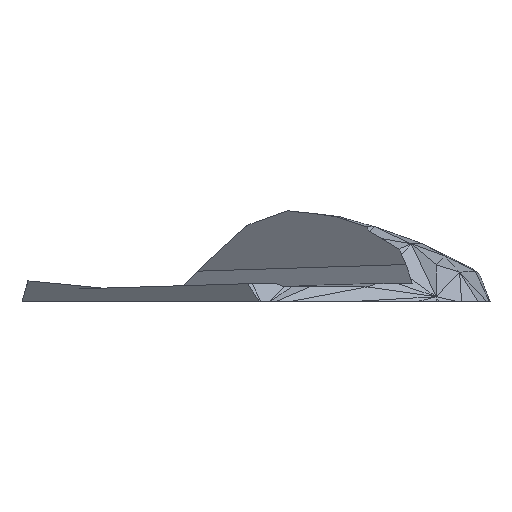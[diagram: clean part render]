
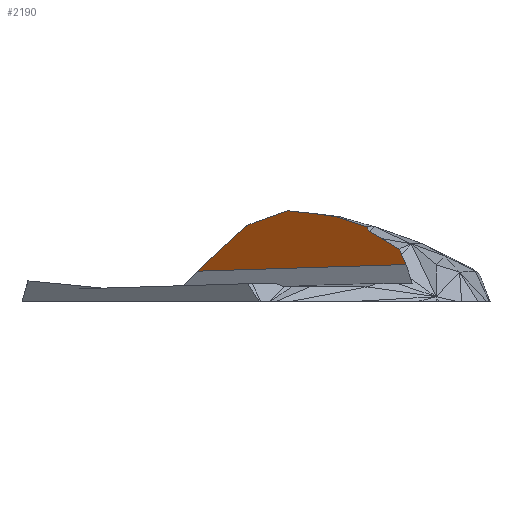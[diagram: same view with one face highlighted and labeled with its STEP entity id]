
A CAD part, left-side view. The second image highlights one B-rep face of the part: STEP entity #2190.
In plain terms, the highlighted face is planar.
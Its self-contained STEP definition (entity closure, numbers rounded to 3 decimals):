
#30=FACE_OUTER_BOUND('',#180,.T.);
#180=EDGE_LOOP('',(#1542,#1543,#1544,#1545,#1546,#1547,#1548,#1549,#1550,
#1551,#1552,#1553,#1554,#1555,#1556,#1557,#1558,#1559,#1560));
#429=LINE('',#3333,#739);
#430=LINE('',#3335,#740);
#431=LINE('',#3337,#741);
#432=LINE('',#3339,#742);
#433=LINE('',#3341,#743);
#434=LINE('',#3343,#744);
#435=LINE('',#3345,#745);
#436=LINE('',#3347,#746);
#437=LINE('',#3349,#747);
#438=LINE('',#3351,#748);
#439=LINE('',#3353,#749);
#440=LINE('',#3355,#750);
#441=LINE('',#3357,#751);
#442=LINE('',#3359,#752);
#443=LINE('',#3361,#753);
#444=LINE('',#3363,#754);
#445=LINE('',#3365,#755);
#446=LINE('',#3367,#756);
#447=LINE('',#3368,#757);
#739=VECTOR('',#2630,10.);
#740=VECTOR('',#2631,10.);
#741=VECTOR('',#2632,10.);
#742=VECTOR('',#2633,10.);
#743=VECTOR('',#2634,10.);
#744=VECTOR('',#2635,10.);
#745=VECTOR('',#2636,10.);
#746=VECTOR('',#2637,10.);
#747=VECTOR('',#2638,10.);
#748=VECTOR('',#2639,10.);
#749=VECTOR('',#2640,10.);
#750=VECTOR('',#2641,10.);
#751=VECTOR('',#2642,10.);
#752=VECTOR('',#2643,10.);
#753=VECTOR('',#2644,10.);
#754=VECTOR('',#2645,10.);
#755=VECTOR('',#2646,10.);
#756=VECTOR('',#2647,10.);
#757=VECTOR('',#2648,10.);
#1039=VERTEX_POINT('',#3331);
#1040=VERTEX_POINT('',#3332);
#1041=VERTEX_POINT('',#3334);
#1042=VERTEX_POINT('',#3336);
#1043=VERTEX_POINT('',#3338);
#1044=VERTEX_POINT('',#3340);
#1045=VERTEX_POINT('',#3342);
#1046=VERTEX_POINT('',#3344);
#1047=VERTEX_POINT('',#3346);
#1048=VERTEX_POINT('',#3348);
#1049=VERTEX_POINT('',#3350);
#1050=VERTEX_POINT('',#3352);
#1051=VERTEX_POINT('',#3354);
#1052=VERTEX_POINT('',#3356);
#1053=VERTEX_POINT('',#3358);
#1054=VERTEX_POINT('',#3360);
#1055=VERTEX_POINT('',#3362);
#1056=VERTEX_POINT('',#3364);
#1057=VERTEX_POINT('',#3366);
#1211=EDGE_CURVE('',#1039,#1040,#429,.T.);
#1212=EDGE_CURVE('',#1041,#1039,#430,.T.);
#1213=EDGE_CURVE('',#1042,#1041,#431,.T.);
#1214=EDGE_CURVE('',#1043,#1042,#432,.T.);
#1215=EDGE_CURVE('',#1044,#1043,#433,.T.);
#1216=EDGE_CURVE('',#1045,#1044,#434,.T.);
#1217=EDGE_CURVE('',#1046,#1045,#435,.T.);
#1218=EDGE_CURVE('',#1047,#1046,#436,.T.);
#1219=EDGE_CURVE('',#1048,#1047,#437,.T.);
#1220=EDGE_CURVE('',#1049,#1048,#438,.T.);
#1221=EDGE_CURVE('',#1050,#1049,#439,.T.);
#1222=EDGE_CURVE('',#1051,#1050,#440,.T.);
#1223=EDGE_CURVE('',#1052,#1051,#441,.T.);
#1224=EDGE_CURVE('',#1053,#1052,#442,.T.);
#1225=EDGE_CURVE('',#1054,#1053,#443,.T.);
#1226=EDGE_CURVE('',#1055,#1054,#444,.T.);
#1227=EDGE_CURVE('',#1056,#1055,#445,.T.);
#1228=EDGE_CURVE('',#1057,#1056,#446,.T.);
#1229=EDGE_CURVE('',#1040,#1057,#447,.T.);
#1542=ORIENTED_EDGE('',*,*,#1211,.F.);
#1543=ORIENTED_EDGE('',*,*,#1212,.F.);
#1544=ORIENTED_EDGE('',*,*,#1213,.F.);
#1545=ORIENTED_EDGE('',*,*,#1214,.F.);
#1546=ORIENTED_EDGE('',*,*,#1215,.F.);
#1547=ORIENTED_EDGE('',*,*,#1216,.F.);
#1548=ORIENTED_EDGE('',*,*,#1217,.F.);
#1549=ORIENTED_EDGE('',*,*,#1218,.F.);
#1550=ORIENTED_EDGE('',*,*,#1219,.F.);
#1551=ORIENTED_EDGE('',*,*,#1220,.F.);
#1552=ORIENTED_EDGE('',*,*,#1221,.F.);
#1553=ORIENTED_EDGE('',*,*,#1222,.F.);
#1554=ORIENTED_EDGE('',*,*,#1223,.F.);
#1555=ORIENTED_EDGE('',*,*,#1224,.F.);
#1556=ORIENTED_EDGE('',*,*,#1225,.F.);
#1557=ORIENTED_EDGE('',*,*,#1226,.F.);
#1558=ORIENTED_EDGE('',*,*,#1227,.F.);
#1559=ORIENTED_EDGE('',*,*,#1228,.F.);
#1560=ORIENTED_EDGE('',*,*,#1229,.F.);
#2041=PLANE('',#2354);
#2190=ADVANCED_FACE('',(#30),#2041,.F.);
#2354=AXIS2_PLACEMENT_3D('',#3330,#2628,#2629);
#2628=DIRECTION('center_axis',(0.983,-0.041,-0.181));
#2629=DIRECTION('ref_axis',(-0.181,-0.015,-0.983));
#2630=DIRECTION('',(0.092,-0.741,0.665));
#2631=DIRECTION('',(0.037,0.999,-0.022));
#2632=DIRECTION('',(-0.165,-0.638,-0.752));
#2633=DIRECTION('',(-0.165,-0.638,-0.752));
#2634=DIRECTION('',(-0.102,-0.932,-0.347));
#2635=DIRECTION('',(-0.102,-0.932,-0.347));
#2636=DIRECTION('',(-0.158,-0.693,-0.704));
#2637=DIRECTION('',(-0.078,-0.975,-0.207));
#2638=DIRECTION('',(-0.078,-0.975,-0.206));
#2639=DIRECTION('',(-0.072,-0.982,-0.172));
#2640=DIRECTION('',(-0.059,-0.994,-0.096));
#2641=DIRECTION('',(-0.053,-0.996,-0.065));
#2642=DIRECTION('',(-0.056,-0.995,-0.079));
#2643=DIRECTION('',(0.006,-0.968,0.25));
#2644=DIRECTION('',(0.005,-0.969,0.248));
#2645=DIRECTION('',(0.005,-0.969,0.246));
#2646=DIRECTION('',(0.069,-0.824,0.563));
#2647=DIRECTION('',(0.069,-0.824,0.562));
#2648=DIRECTION('',(0.073,-0.813,0.578));
#3330=CARTESIAN_POINT('Origin',(166189.112,86888.845,113540.453));
#3331=CARTESIAN_POINT('',(166189.288,86923.982,113533.507));
#3332=CARTESIAN_POINT('',(166189.331,86923.63,113533.823));
#3333=CARTESIAN_POINT('',(166190.71,86912.468,113543.83));
#3334=CARTESIAN_POINT('',(166188.102,86892.254,113534.195));
#3335=CARTESIAN_POINT('',(166187.971,86888.753,113534.27));
#3336=CARTESIAN_POINT('',(166188.33,86893.136,113535.234));
#3337=CARTESIAN_POINT('',(166188.58,86894.107,113536.377));
#3338=CARTESIAN_POINT('',(166188.458,86893.633,113535.82));
#3339=CARTESIAN_POINT('',(166188.439,86893.559,113535.733));
#3340=CARTESIAN_POINT('',(166188.772,86896.498,113536.886));
#3341=CARTESIAN_POINT('',(166188.548,86894.45,113536.124));
#3342=CARTESIAN_POINT('',(166188.996,86898.537,113537.645));
#3343=CARTESIAN_POINT('',(166188.622,86895.13,113536.376));
#3344=CARTESIAN_POINT('',(166189.1,86898.992,113538.108));
#3345=CARTESIAN_POINT('',(166188.691,86897.2,113536.286));
#3346=CARTESIAN_POINT('',(166189.348,86902.08,113538.762));
#3347=CARTESIAN_POINT('',(166188.736,86894.46,113537.148));
#3348=CARTESIAN_POINT('',(166189.49,86903.846,113539.134));
#3349=CARTESIAN_POINT('',(166188.934,86896.905,113537.67));
#3350=CARTESIAN_POINT('',(166189.497,86903.942,113539.151));
#3351=CARTESIAN_POINT('',(166188.97,86896.783,113537.896));
#3352=CARTESIAN_POINT('',(166189.7,86907.377,113539.483));
#3353=CARTESIAN_POINT('',(166189.061,86896.566,113538.438));
#3354=CARTESIAN_POINT('',(166189.834,86909.88,113539.647));
#3355=CARTESIAN_POINT('',(166189.153,86897.145,113538.812));
#3356=CARTESIAN_POINT('',(166189.921,86911.45,113539.771));
#3357=CARTESIAN_POINT('',(166189.123,86897.175,113538.64));
#3358=CARTESIAN_POINT('',(166189.891,86916.402,113538.491));
#3359=CARTESIAN_POINT('',(166189.986,86901.102,113542.447));
#3360=CARTESIAN_POINT('',(166189.888,86916.926,113538.357));
#3361=CARTESIAN_POINT('',(166189.98,86900.579,113542.535));
#3362=CARTESIAN_POINT('',(166189.885,86917.408,113538.234));
#3363=CARTESIAN_POINT('',(166189.959,86903.707,113541.717));
#3364=CARTESIAN_POINT('',(166189.875,86917.527,113538.153));
#3365=CARTESIAN_POINT('',(166190.588,86909.076,113543.931));
#3366=CARTESIAN_POINT('',(166189.861,86917.693,113538.04));
#3367=CARTESIAN_POINT('',(166190.474,86910.398,113543.013));
#3368=CARTESIAN_POINT('',(166190.5,86910.539,113543.121));
